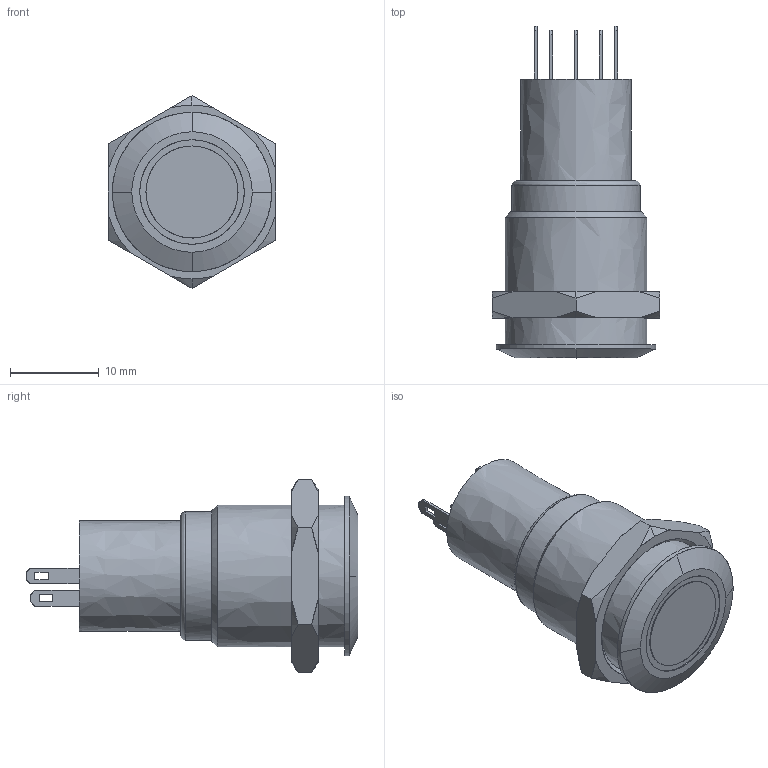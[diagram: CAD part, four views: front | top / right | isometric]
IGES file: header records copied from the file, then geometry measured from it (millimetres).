
Global section: file name: 81H1001012-1001019.igs; native system: Rhinoceros ( May  7 2021 ); preprocessor: Trout Lake IGES 012 May  7 2021; date: 210528.102030; units: millimetre
Bounding box: 18.88 x 37.5 x 21.8 mm (x, y, z)
Surface area: 2528.4 mm2 (no closed solid volume)
Topology: 0 solids, 0 shells, 106 faces, 846 edges, 828 vertices
Faces by surface type: bspline 106
